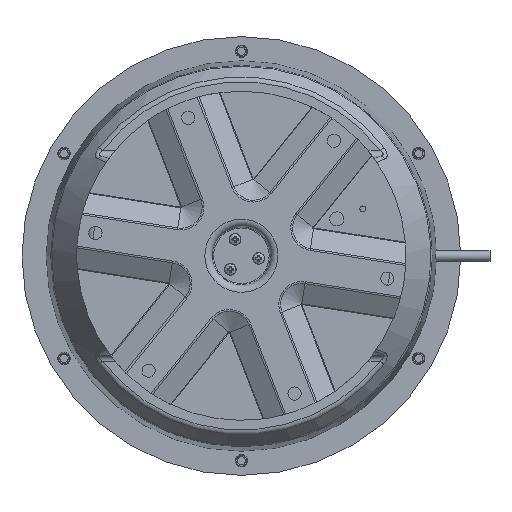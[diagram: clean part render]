
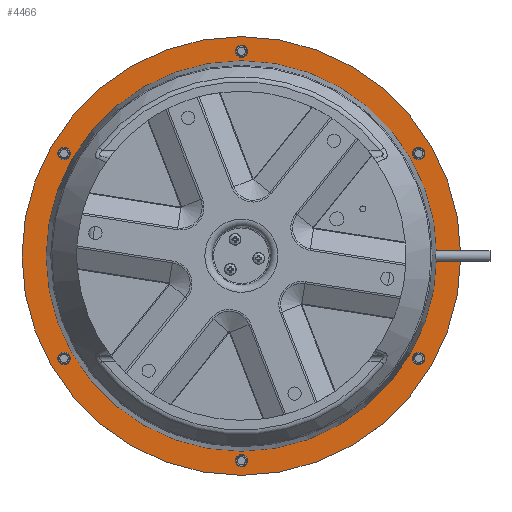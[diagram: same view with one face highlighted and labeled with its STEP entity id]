
A CAD part, top view. The second image highlights one B-rep face of the part: STEP entity #4466.
In plain terms, the highlighted planar face has unit normal (0, 0, 1).
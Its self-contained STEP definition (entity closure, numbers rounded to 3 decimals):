
#1226=CARTESIAN_POINT('',(-4.227,-140.0,3.0));
#1227=VERTEX_POINT('',#1226);
#1228=CARTESIAN_POINT('',(0.,-140.0,3.0));
#1229=DIRECTION('',(0.0,0.0,-1.0));
#1230=DIRECTION('',(1.0,0.0,0.0));
#1231=AXIS2_PLACEMENT_3D('',#1228,#1229,#1230);
#1232=CIRCLE('',#1231,4.227);
#1233=EDGE_CURVE('',#1227,#1227,#1232,.T.);
#1495=CARTESIAN_POINT('',(-125.471,70.,3.0));
#1496=VERTEX_POINT('',#1495);
#1497=CARTESIAN_POINT('',(-121.244,70.,3.0));
#1498=DIRECTION('',(0.0,0.0,-1.0));
#1499=DIRECTION('',(1.0,0.0,0.0));
#1500=AXIS2_PLACEMENT_3D('',#1497,#1498,#1499);
#1501=CIRCLE('',#1500,4.227);
#1502=EDGE_CURVE('',#1496,#1496,#1501,.T.);
#1681=CARTESIAN_POINT('',(-4.227,140.0,3.0));
#1682=VERTEX_POINT('',#1681);
#1683=CARTESIAN_POINT('',(0.0,140.0,3.0));
#1684=DIRECTION('',(0.0,0.0,-1.0));
#1685=DIRECTION('',(1.0,0.0,0.0));
#1686=AXIS2_PLACEMENT_3D('',#1683,#1684,#1685);
#1687=CIRCLE('',#1686,4.227);
#1688=EDGE_CURVE('',#1682,#1682,#1687,.T.);
#1867=CARTESIAN_POINT('',(117.016,70.,3.0));
#1868=VERTEX_POINT('',#1867);
#1869=CARTESIAN_POINT('',(121.244,70.,3.0));
#1870=DIRECTION('',(0.0,0.0,-1.0));
#1871=DIRECTION('',(1.0,0.0,0.0));
#1872=AXIS2_PLACEMENT_3D('',#1869,#1870,#1871);
#1873=CIRCLE('',#1872,4.227);
#1874=EDGE_CURVE('',#1868,#1868,#1873,.T.);
#2053=CARTESIAN_POINT('',(117.016,-70.,3.0));
#2054=VERTEX_POINT('',#2053);
#2055=CARTESIAN_POINT('',(121.244,-70.,3.0));
#2056=DIRECTION('',(0.0,0.0,-1.0));
#2057=DIRECTION('',(1.0,0.0,0.0));
#2058=AXIS2_PLACEMENT_3D('',#2055,#2056,#2057);
#2059=CIRCLE('',#2058,4.227);
#2060=EDGE_CURVE('',#2054,#2054,#2059,.T.);
#2239=CARTESIAN_POINT('',(-125.471,-70.,3.0));
#2240=VERTEX_POINT('',#2239);
#2241=CARTESIAN_POINT('',(-121.244,-70.,3.0));
#2242=DIRECTION('',(0.0,0.0,-1.0));
#2243=DIRECTION('',(1.0,0.0,0.0));
#2244=AXIS2_PLACEMENT_3D('',#2241,#2242,#2243);
#2245=CIRCLE('',#2244,4.227);
#2246=EDGE_CURVE('',#2240,#2240,#2245,.T.);
#3349=CARTESIAN_POINT('',(0.,133.5,3.0));
#3350=VERTEX_POINT('',#3349);
#3351=CARTESIAN_POINT('',(0.0,0.0,3.0));
#3352=DIRECTION('',(0.0,0.0,-1.0));
#3353=DIRECTION('',(0.0,-1.0,0.0));
#3354=AXIS2_PLACEMENT_3D('',#3351,#3352,#3353);
#3355=CIRCLE('',#3354,133.5);
#3356=EDGE_CURVE('',#3350,#3350,#3355,.T.);
#4429=CARTESIAN_POINT('',(0.0,0.0,3.0));
#4430=DIRECTION('',(0.0,0.0,-1.0));
#4431=DIRECTION('',(-1.0,0.0,0.0));
#4432=AXIS2_PLACEMENT_3D('',#4429,#4430,#4431);
#4433=PLANE('',#4432);
#4434=CARTESIAN_POINT('',(150.0,0.,3.0));
#4435=VERTEX_POINT('',#4434);
#4436=CARTESIAN_POINT('',(0.0,0.0,3.0));
#4437=DIRECTION('',(0.0,0.0,-1.0));
#4438=DIRECTION('',(-1.0,0.0,0.0));
#4439=AXIS2_PLACEMENT_3D('',#4436,#4437,#4438);
#4440=CIRCLE('',#4439,150.0);
#4441=EDGE_CURVE('',#4435,#4435,#4440,.T.);
#4442=ORIENTED_EDGE('',*,*,#4441,.F.);
#4443=EDGE_LOOP('',(#4442));
#4444=FACE_OUTER_BOUND('',#4443,.T.);
#4445=ORIENTED_EDGE('',*,*,#1233,.T.);
#4446=EDGE_LOOP('',(#4445));
#4447=FACE_BOUND('',#4446,.T.);
#4448=ORIENTED_EDGE('',*,*,#1502,.T.);
#4449=EDGE_LOOP('',(#4448));
#4450=FACE_BOUND('',#4449,.T.);
#4451=ORIENTED_EDGE('',*,*,#1688,.T.);
#4452=EDGE_LOOP('',(#4451));
#4453=FACE_BOUND('',#4452,.T.);
#4454=ORIENTED_EDGE('',*,*,#1874,.T.);
#4455=EDGE_LOOP('',(#4454));
#4456=FACE_BOUND('',#4455,.T.);
#4457=ORIENTED_EDGE('',*,*,#2060,.T.);
#4458=EDGE_LOOP('',(#4457));
#4459=FACE_BOUND('',#4458,.T.);
#4460=ORIENTED_EDGE('',*,*,#2246,.T.);
#4461=EDGE_LOOP('',(#4460));
#4462=FACE_BOUND('',#4461,.T.);
#4463=ORIENTED_EDGE('',*,*,#3356,.T.);
#4464=EDGE_LOOP('',(#4463));
#4465=FACE_BOUND('',#4464,.T.);
#4466=ADVANCED_FACE('',(#4444,#4447,#4450,#4453,#4456,#4459,#4462,#4465),#4433,.F.);
